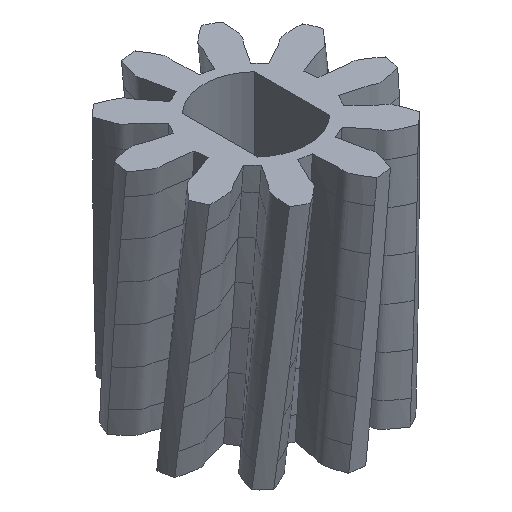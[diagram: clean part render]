
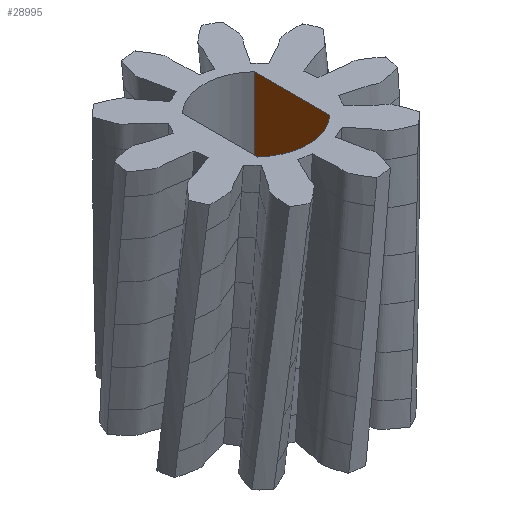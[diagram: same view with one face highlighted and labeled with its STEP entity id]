
A CAD part, isometric view. The second image highlights one B-rep face of the part: STEP entity #28995.
In plain terms, the highlighted planar face has unit normal (-1, 0, 0).
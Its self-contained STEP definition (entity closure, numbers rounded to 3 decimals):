
#45 = PLANE('',#46);
#46 = AXIS2_PLACEMENT_3D('',#47,#48,#49);
#47 = CARTESIAN_POINT('',(0.,0.,3.8));
#48 = DIRECTION('',(0.,0.,1.));
#49 = DIRECTION('',(1.,0.,0.));
#466 = PLANE('',#467);
#467 = AXIS2_PLACEMENT_3D('',#468,#469,#470);
#468 = CARTESIAN_POINT('',(0.,0.,-3.8));
#469 = DIRECTION('',(0.,0.,1.));
#470 = DIRECTION('',(1.,0.,0.));
#10778 = VERTEX_POINT('',#10779);
#10779 = CARTESIAN_POINT('',(1.125,1.173,3.8));
#10796 = CYLINDRICAL_SURFACE('',#10797,1.625);
#10797 = AXIS2_PLACEMENT_3D('',#10798,#10799,#10800);
#10798 = CARTESIAN_POINT('',(0.,0.,-4.3));
#10799 = DIRECTION('',(0.,0.,1.));
#10800 = DIRECTION('',(1.,0.,0.));
#10808 = EDGE_CURVE('',#10809,#10778,#10811,.T.);
#10809 = VERTEX_POINT('',#10810);
#10810 = CARTESIAN_POINT('',(1.125,-1.173,3.8));
#10811 = SURFACE_CURVE('',#10812,(#10816,#10823),.PCURVE_S1.);
#10812 = LINE('',#10813,#10814);
#10813 = CARTESIAN_POINT('',(1.125,-1.173,3.8));
#10814 = VECTOR('',#10815,1.);
#10815 = DIRECTION('',(0.,1.,0.));
#10816 = PCURVE('',#45,#10817);
#10817 = DEFINITIONAL_REPRESENTATION('',(#10818),#10822);
#10818 = LINE('',#10819,#10820);
#10819 = CARTESIAN_POINT('',(1.125,-1.173));
#10820 = VECTOR('',#10821,1.);
#10821 = DIRECTION('',(0.,1.));
#10822 = ( GEOMETRIC_REPRESENTATION_CONTEXT(2) 
PARAMETRIC_REPRESENTATION_CONTEXT() REPRESENTATION_CONTEXT('2D SPACE',''
  ) );
#10823 = PCURVE('',#10824,#10829);
#10824 = PLANE('',#10825);
#10825 = AXIS2_PLACEMENT_3D('',#10826,#10827,#10828);
#10826 = CARTESIAN_POINT('',(1.125,-1.173,-3.8));
#10827 = DIRECTION('',(1.,0.,0.));
#10828 = DIRECTION('',(0.,0.,1.));
#10829 = DEFINITIONAL_REPRESENTATION('',(#10830),#10834);
#10830 = LINE('',#10831,#10832);
#10831 = CARTESIAN_POINT('',(7.6,0.));
#10832 = VECTOR('',#10833,1.);
#10833 = DIRECTION('',(0.,-1.));
#10834 = ( GEOMETRIC_REPRESENTATION_CONTEXT(2) 
PARAMETRIC_REPRESENTATION_CONTEXT() REPRESENTATION_CONTEXT('2D SPACE',''
  ) );
#10853 = CYLINDRICAL_SURFACE('',#10854,1.625);
#10854 = AXIS2_PLACEMENT_3D('',#10855,#10856,#10857);
#10855 = CARTESIAN_POINT('',(0.,0.,-4.3));
#10856 = DIRECTION('',(0.,0.,1.));
#10857 = DIRECTION('',(1.,0.,0.));
#20963 = VERTEX_POINT('',#20964);
#20964 = CARTESIAN_POINT('',(1.125,1.173,-3.8));
#20988 = EDGE_CURVE('',#20989,#20963,#20991,.T.);
#20989 = VERTEX_POINT('',#20990);
#20990 = CARTESIAN_POINT('',(1.125,-1.173,-3.8));
#20991 = SURFACE_CURVE('',#20992,(#20996,#21003),.PCURVE_S1.);
#20992 = LINE('',#20993,#20994);
#20993 = CARTESIAN_POINT('',(1.125,-1.173,-3.8));
#20994 = VECTOR('',#20995,1.);
#20995 = DIRECTION('',(0.,1.,0.));
#20996 = PCURVE('',#466,#20997);
#20997 = DEFINITIONAL_REPRESENTATION('',(#20998),#21002);
#20998 = LINE('',#20999,#21000);
#20999 = CARTESIAN_POINT('',(1.125,-1.173));
#21000 = VECTOR('',#21001,1.);
#21001 = DIRECTION('',(0.,1.));
#21002 = ( GEOMETRIC_REPRESENTATION_CONTEXT(2) 
PARAMETRIC_REPRESENTATION_CONTEXT() REPRESENTATION_CONTEXT('2D SPACE',''
  ) );
#21003 = PCURVE('',#10824,#21004);
#21004 = DEFINITIONAL_REPRESENTATION('',(#21005),#21009);
#21005 = LINE('',#21006,#21007);
#21006 = CARTESIAN_POINT('',(0.,0.));
#21007 = VECTOR('',#21008,1.);
#21008 = DIRECTION('',(0.,-1.));
#21009 = ( GEOMETRIC_REPRESENTATION_CONTEXT(2) 
PARAMETRIC_REPRESENTATION_CONTEXT() REPRESENTATION_CONTEXT('2D SPACE',''
  ) );
#28906 = EDGE_CURVE('',#20963,#10778,#28907,.T.);
#28907 = SURFACE_CURVE('',#28908,(#28912,#28919),.PCURVE_S1.);
#28908 = LINE('',#28909,#28910);
#28909 = CARTESIAN_POINT('',(1.125,1.173,-3.8));
#28910 = VECTOR('',#28911,1.);
#28911 = DIRECTION('',(0.,0.,1.));
#28912 = PCURVE('',#10796,#28913);
#28913 = DEFINITIONAL_REPRESENTATION('',(#28914),#28918);
#28914 = LINE('',#28915,#28916);
#28915 = CARTESIAN_POINT('',(0.806,0.5));
#28916 = VECTOR('',#28917,1.);
#28917 = DIRECTION('',(0.,1.));
#28918 = ( GEOMETRIC_REPRESENTATION_CONTEXT(2) 
PARAMETRIC_REPRESENTATION_CONTEXT() REPRESENTATION_CONTEXT('2D SPACE',''
  ) );
#28919 = PCURVE('',#10824,#28920);
#28920 = DEFINITIONAL_REPRESENTATION('',(#28921),#28925);
#28921 = LINE('',#28922,#28923);
#28922 = CARTESIAN_POINT('',(0.,-2.345));
#28923 = VECTOR('',#28924,1.);
#28924 = DIRECTION('',(1.,0.));
#28925 = ( GEOMETRIC_REPRESENTATION_CONTEXT(2) 
PARAMETRIC_REPRESENTATION_CONTEXT() REPRESENTATION_CONTEXT('2D SPACE',''
  ) );
#28975 = EDGE_CURVE('',#20989,#10809,#28976,.T.);
#28976 = SURFACE_CURVE('',#28977,(#28981,#28988),.PCURVE_S1.);
#28977 = LINE('',#28978,#28979);
#28978 = CARTESIAN_POINT('',(1.125,-1.173,-3.8));
#28979 = VECTOR('',#28980,1.);
#28980 = DIRECTION('',(0.,0.,1.));
#28981 = PCURVE('',#10853,#28982);
#28982 = DEFINITIONAL_REPRESENTATION('',(#28983),#28987);
#28983 = LINE('',#28984,#28985);
#28984 = CARTESIAN_POINT('',(5.477,0.5));
#28985 = VECTOR('',#28986,1.);
#28986 = DIRECTION('',(0.,1.));
#28987 = ( GEOMETRIC_REPRESENTATION_CONTEXT(2) 
PARAMETRIC_REPRESENTATION_CONTEXT() REPRESENTATION_CONTEXT('2D SPACE',''
  ) );
#28988 = PCURVE('',#10824,#28989);
#28989 = DEFINITIONAL_REPRESENTATION('',(#28990),#28994);
#28990 = LINE('',#28991,#28992);
#28991 = CARTESIAN_POINT('',(0.,0.));
#28992 = VECTOR('',#28993,1.);
#28993 = DIRECTION('',(1.,0.));
#28994 = ( GEOMETRIC_REPRESENTATION_CONTEXT(2) 
PARAMETRIC_REPRESENTATION_CONTEXT() REPRESENTATION_CONTEXT('2D SPACE',''
  ) );
#28995 = ADVANCED_FACE('',(#28996),#10824,.F.);
#28996 = FACE_BOUND('',#28997,.F.);
#28997 = EDGE_LOOP('',(#28998,#28999,#29000,#29001));
#28998 = ORIENTED_EDGE('',*,*,#28975,.F.);
#28999 = ORIENTED_EDGE('',*,*,#20988,.T.);
#29000 = ORIENTED_EDGE('',*,*,#28906,.T.);
#29001 = ORIENTED_EDGE('',*,*,#10808,.F.);
